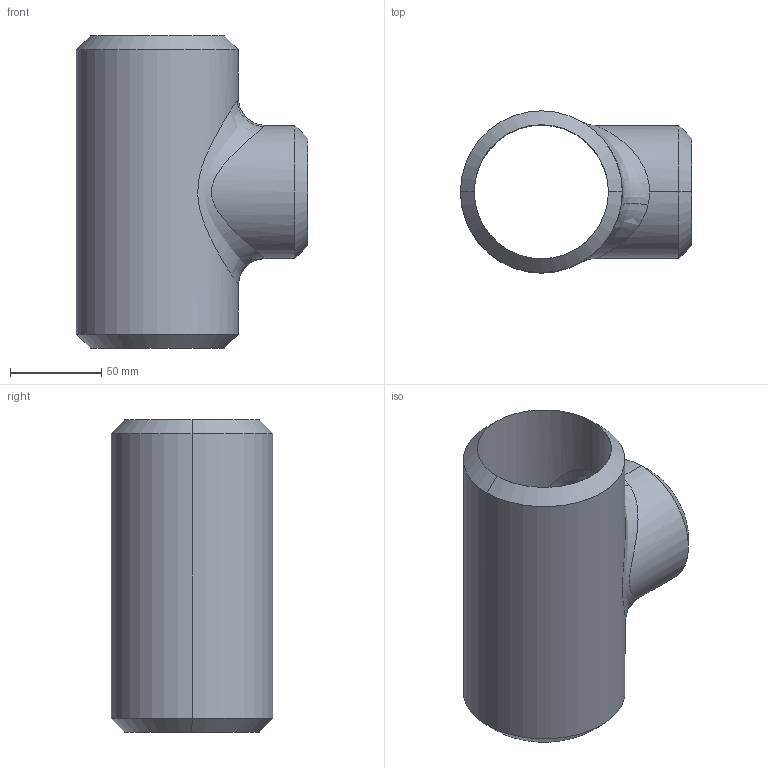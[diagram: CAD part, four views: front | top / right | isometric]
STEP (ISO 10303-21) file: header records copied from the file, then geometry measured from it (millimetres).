
FILE_DESCRIPTION (( 'STEP AP203' ), '1' );
FILE_NAME ('3D_R265_3x2 1-2x80S_173465820.STEP', '2024-08-26T06:39:04', ( '' ), ( '' ), 'SwSTEP 2.0', 'SolidWorks 2024', '' );
FILE_SCHEMA (( 'CONFIG_CONTROL_DESIGN' ));
Length unit declared in the file: millimetre
Products named in the file (1): 3D_R265_3x2 1-2x80S_173465820
Bounding box: 126.95 x 88.9 x 171.4 mm (x, y, z)
Volume: 355163.7 mm3; surface area: 101111.8 mm2
Topology: 1 solids, 1 shells, 24 faces, 60 edges, 38 vertices
Faces by surface type: cylinder 10, cone 6, bspline 4, plane 4
Entity records: 2407 total; most frequent: CARTESIAN_POINT 1775, ORIENTED_EDGE 120, DIRECTION 110, EDGE_CURVE 60, AXIS2_PLACEMENT_3D 47, VERTEX_POINT 38, EDGE_LOOP 28, CIRCLE 26
